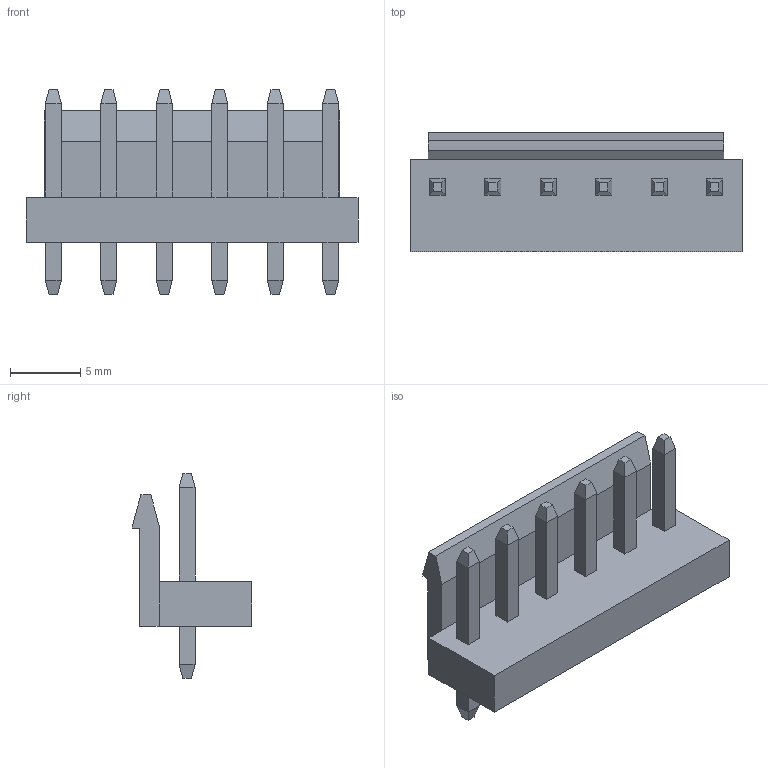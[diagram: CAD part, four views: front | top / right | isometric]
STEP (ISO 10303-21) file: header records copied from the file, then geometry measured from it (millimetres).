
FILE_DESCRIPTION (( 'STEP AP214' ), '1' );
FILE_NAME ('B6P-VH.stp', '2018-05-16T15:25:58', ( '' ), ( '' ), 'SwSTEP 2.0', 'SolidWorks 2017', '' );
FILE_SCHEMA (( 'AUTOMOTIVE_DESIGN' ));
Length unit declared in the file: millimetre
Products named in the file (1): B6P-VH
Bounding box: 23.7 x 8.5 x 14.6 mm (x, y, z)
Volume: 858.6 mm3; surface area: 1317.3 mm2
Topology: 7 solids, 7 shells, 124 faces, 280 edges, 170 vertices
Faces by surface type: plane 124
Entity records: 4778 total; most frequent: CARTESIAN_POINT 575, ORIENTED_EDGE 560, DIRECTION 530, EDGE_CURVE 280, LINE 280, VECTOR 280, VERTEX_POINT 170, EDGE_LOOP 136
